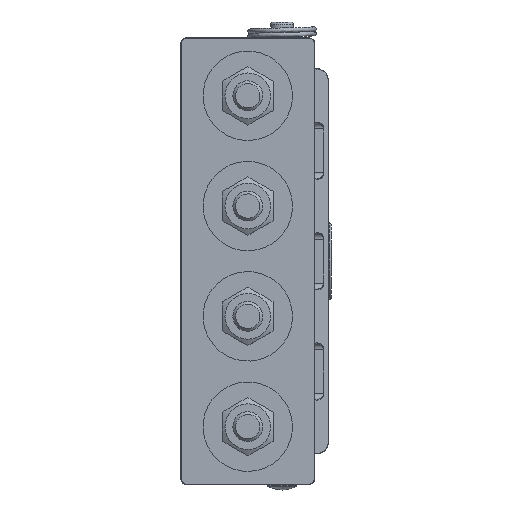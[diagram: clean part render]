
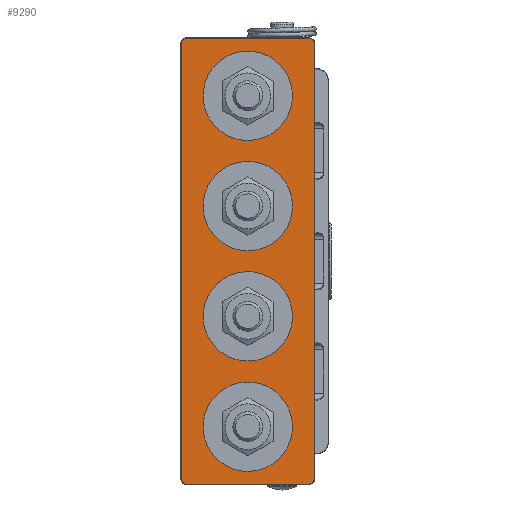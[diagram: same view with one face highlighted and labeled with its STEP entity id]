
A CAD part, front view. The second image highlights one B-rep face of the part: STEP entity #9290.
In plain terms, the highlighted planar face has unit normal (0, -1, 0).
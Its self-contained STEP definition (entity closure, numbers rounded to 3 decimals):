
#862=LINE('',#16889,#1259);
#863=LINE('',#16897,#1260);
#865=LINE('',#16906,#1262);
#866=LINE('',#16914,#1263);
#1259=VECTOR('',#13057,10.);
#1260=VECTOR('',#13068,10.);
#1262=VECTOR('',#13080,10.);
#1263=VECTOR('',#13091,10.);
#1422=PLANE('',#10505);
#1666=FACE_BOUND('',#3051,.T.);
#1667=FACE_BOUND('',#3052,.T.);
#1668=FACE_BOUND('',#3053,.T.);
#1669=FACE_BOUND('',#3054,.T.);
#2242=FACE_OUTER_BOUND('',#3050,.T.);
#3050=EDGE_LOOP('',(#8078,#8079,#8080,#8081,#8082,#8083,#8084,#8085));
#3051=EDGE_LOOP('',(#8086));
#3052=EDGE_LOOP('',(#8087));
#3053=EDGE_LOOP('',(#8088));
#3054=EDGE_LOOP('',(#8089));
#3783=CIRCLE('',#10437,1.8);
#3786=CIRCLE('',#10442,1.8);
#3789=CIRCLE('',#10447,1.8);
#3791=CIRCLE('',#10451,1.8);
#3823=CIRCLE('',#10506,5.);
#3824=CIRCLE('',#10507,5.);
#3825=CIRCLE('',#10508,5.);
#3826=CIRCLE('',#10509,5.);
#4545=VERTEX_POINT('',#16884);
#4546=VERTEX_POINT('',#16887);
#4547=VERTEX_POINT('',#16891);
#4548=VERTEX_POINT('',#16895);
#4549=VERTEX_POINT('',#16899);
#4550=VERTEX_POINT('',#16904);
#4551=VERTEX_POINT('',#16908);
#4552=VERTEX_POINT('',#16912);
#4581=VERTEX_POINT('',#17592);
#4582=VERTEX_POINT('',#17594);
#4583=VERTEX_POINT('',#17596);
#4584=VERTEX_POINT('',#17598);
#5730=EDGE_CURVE('',#4546,#4545,#862,.T.);
#5732=EDGE_CURVE('',#4547,#4546,#3783,.T.);
#5734=EDGE_CURVE('',#4548,#4547,#863,.T.);
#5736=EDGE_CURVE('',#4549,#4548,#3786,.T.);
#5739=EDGE_CURVE('',#4550,#4549,#865,.T.);
#5741=EDGE_CURVE('',#4551,#4550,#3789,.T.);
#5743=EDGE_CURVE('',#4552,#4551,#866,.T.);
#5744=EDGE_CURVE('',#4545,#4552,#3791,.T.);
#5797=EDGE_CURVE('',#4581,#4581,#3823,.T.);
#5798=EDGE_CURVE('',#4582,#4582,#3824,.T.);
#5799=EDGE_CURVE('',#4583,#4583,#3825,.T.);
#5800=EDGE_CURVE('',#4584,#4584,#3826,.T.);
#8078=ORIENTED_EDGE('',*,*,#5744,.F.);
#8079=ORIENTED_EDGE('',*,*,#5730,.F.);
#8080=ORIENTED_EDGE('',*,*,#5732,.F.);
#8081=ORIENTED_EDGE('',*,*,#5734,.F.);
#8082=ORIENTED_EDGE('',*,*,#5736,.F.);
#8083=ORIENTED_EDGE('',*,*,#5739,.F.);
#8084=ORIENTED_EDGE('',*,*,#5741,.F.);
#8085=ORIENTED_EDGE('',*,*,#5743,.F.);
#8086=ORIENTED_EDGE('',*,*,#5797,.F.);
#8087=ORIENTED_EDGE('',*,*,#5798,.F.);
#8088=ORIENTED_EDGE('',*,*,#5799,.F.);
#8089=ORIENTED_EDGE('',*,*,#5800,.F.);
#9290=ADVANCED_FACE('',(#2242,#1666,#1667,#1668,#1669),#1422,.T.);
#10437=AXIS2_PLACEMENT_3D('',#16893,#13062,#13063);
#10442=AXIS2_PLACEMENT_3D('',#16901,#13073,#13074);
#10447=AXIS2_PLACEMENT_3D('',#16910,#13085,#13086);
#10451=AXIS2_PLACEMENT_3D('',#16916,#13094,#13095);
#10505=AXIS2_PLACEMENT_3D('',#17591,#13207,#13208);
#10506=AXIS2_PLACEMENT_3D('',#17593,#13209,#13210);
#10507=AXIS2_PLACEMENT_3D('',#17595,#13211,#13212);
#10508=AXIS2_PLACEMENT_3D('',#17597,#13213,#13214);
#10509=AXIS2_PLACEMENT_3D('',#17599,#13215,#13216);
#13057=DIRECTION('',(-1.,0.,0.));
#13062=DIRECTION('center_axis',(0.,1.,0.));
#13063=DIRECTION('ref_axis',(0.707,0.,-0.707));
#13068=DIRECTION('',(0.,0.,-1.));
#13073=DIRECTION('center_axis',(0.,1.,0.));
#13074=DIRECTION('ref_axis',(0.707,0.,0.707));
#13080=DIRECTION('',(1.,0.,0.));
#13085=DIRECTION('center_axis',(0.,1.,0.));
#13086=DIRECTION('ref_axis',(-0.707,0.,0.707));
#13091=DIRECTION('',(0.,0.,1.));
#13094=DIRECTION('center_axis',(0.,1.,0.));
#13095=DIRECTION('ref_axis',(-0.707,0.,-0.707));
#13207=DIRECTION('center_axis',(0.,-1.,0.));
#13208=DIRECTION('ref_axis',(1.,0.,0.));
#13209=DIRECTION('center_axis',(0.,-1.,0.));
#13210=DIRECTION('ref_axis',(0.288,0.,0.958));
#13211=DIRECTION('center_axis',(0.,-1.,0.));
#13212=DIRECTION('ref_axis',(0.88,0.,0.475));
#13213=DIRECTION('center_axis',(0.,-1.,0.));
#13214=DIRECTION('ref_axis',(0.288,0.,0.958));
#13215=DIRECTION('center_axis',(0.,-1.,0.));
#13216=DIRECTION('ref_axis',(0.796,0.,0.605));
#16884=CARTESIAN_POINT('',(-20.5,0.,-74.8));
#16887=CARTESIAN_POINT('',(20.5,0.,-74.8));
#16889=CARTESIAN_POINT('',(-9.735,0.,-74.8));
#16891=CARTESIAN_POINT('',(22.3,0.,-73.));
#16893=CARTESIAN_POINT('Origin',(20.5,0.,-73.));
#16895=CARTESIAN_POINT('',(22.3,0.,73.));
#16897=CARTESIAN_POINT('',(22.3,0.,0.));
#16899=CARTESIAN_POINT('',(20.5,0.,74.8));
#16901=CARTESIAN_POINT('Origin',(20.5,0.,73.));
#16904=CARTESIAN_POINT('',(-20.5,0.,74.8));
#16906=CARTESIAN_POINT('',(-9.735,0.,74.8));
#16908=CARTESIAN_POINT('',(-22.3,0.,73.));
#16910=CARTESIAN_POINT('Origin',(-20.5,0.,73.));
#16912=CARTESIAN_POINT('',(-22.3,0.,-73.));
#16914=CARTESIAN_POINT('',(-22.3,0.,0.));
#16916=CARTESIAN_POINT('Origin',(-20.5,0.,-73.));
#17591=CARTESIAN_POINT('Origin',(-22.5,0.,0.));
#17592=CARTESIAN_POINT('',(-1.442,0.,-60.288));
#17593=CARTESIAN_POINT('Origin',(0.,0.,
-55.5));
#17594=CARTESIAN_POINT('',(-4.401,0.,-20.873));
#17595=CARTESIAN_POINT('Origin',(0.,0.,
-18.5));
#17596=CARTESIAN_POINT('',(-1.442,0.,13.712));
#17597=CARTESIAN_POINT('Origin',(0.,0.,18.5));
#17598=CARTESIAN_POINT('',(-3.981,0.,52.475));
#17599=CARTESIAN_POINT('Origin',(0.,0.,
55.5));
